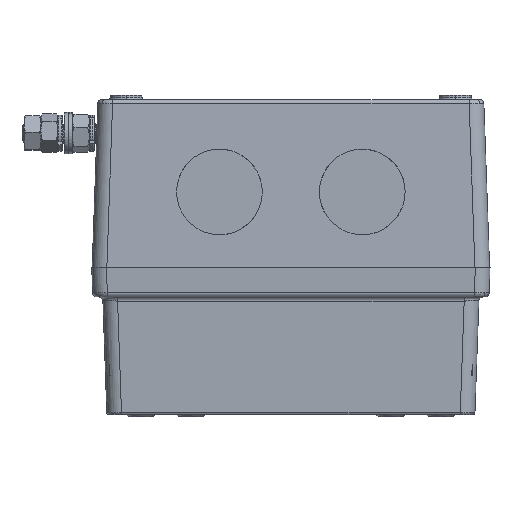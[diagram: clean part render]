
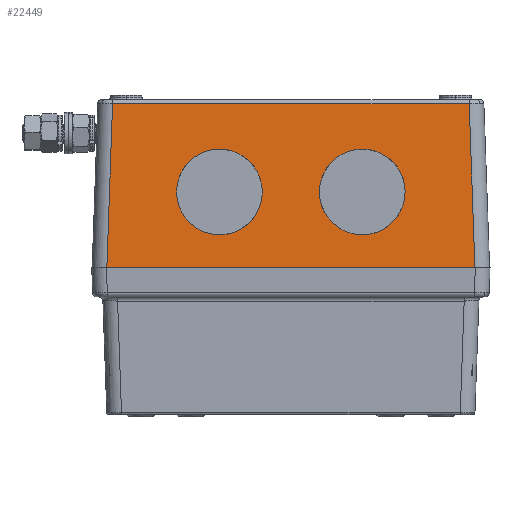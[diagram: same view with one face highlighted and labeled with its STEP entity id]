
A CAD part, front view. The second image highlights one B-rep face of the part: STEP entity #22449.
In plain terms, the highlighted planar face has unit normal (0, -0.999, 0.035).
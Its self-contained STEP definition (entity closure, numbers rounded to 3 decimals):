
#642 = CARTESIAN_POINT ( 'NONE',  ( 17., -47.815, -12.8 ) ) ;
#1133 =( BOUNDED_CURVE ( )  B_SPLINE_CURVE ( 3, ( #37187, #23866, #51023, #15766 ),
 .UNSPECIFIED., .F., .T. ) 
 B_SPLINE_CURVE_WITH_KNOTS ( ( 4, 4 ),
 ( 3.142, 6.283 ),
 .UNSPECIFIED. ) 
 CURVE ( )  GEOMETRIC_REPRESENTATION_ITEM ( )  RATIONAL_B_SPLINE_CURVE ( ( 1., 0.333, 0.333, 1. ) ) 
 REPRESENTATION_ITEM ( '' )  );
#2346 = CARTESIAN_POINT ( 'NONE',  ( -43.806, -48.804, -41.122 ) ) ;
#2497 = EDGE_CURVE ( 'NONE', #29941, #40423, #1133, .T. ) ;
#3643 = CARTESIAN_POINT ( 'NONE',  ( -37.4, -47.815, -12.8 ) ) ;
#4269 = VECTOR ( 'NONE', #14051, 1000. ) ;
#5518 = EDGE_LOOP ( 'NONE', ( #34790, #36378, #35223, #9681 ) ) ;
#5686 = EDGE_CURVE ( 'NONE', #38288, #28471, #31956, .T. ) ;
#5762 = CARTESIAN_POINT ( 'NONE',  ( -17., -47.815, -12.8 ) ) ;
#6823 = CARTESIAN_POINT ( 'NONE',  ( -17., -48.528, -33.2 ) ) ;
#7568 = CARTESIAN_POINT ( 'NONE',  ( -17., -48.528, -33.2 ) ) ;
#9267 = CARTESIAN_POINT ( 'NONE',  ( 17., -48.528, -33.2 ) ) ;
#9681 = ORIENTED_EDGE ( 'NONE', *, *, #57068, .F. ) ;
#10685 = EDGE_LOOP ( 'NONE', ( #26911, #17875 ) ) ;
#11376 = CARTESIAN_POINT ( 'NONE',  ( -47.3, -48.8, -41. ) ) ;
#11522 = EDGE_CURVE ( 'NONE', #40423, #29941, #18508, .T. ) ;
#11543 = LINE ( 'NONE', #2346, #54297 ) ;
#11858 = ORIENTED_EDGE ( 'NONE', *, *, #11522, .T. ) ;
#12151 = CARTESIAN_POINT ( 'NONE',  ( 3.4, -48.528, -33.2 ) ) ;
#14051 = DIRECTION ( 'NONE',  ( -0.035, 0.035, 0.999 ) ) ;
#14464 = CARTESIAN_POINT ( 'NONE',  ( -43.802, -48.8, -41. ) ) ;
#15766 = CARTESIAN_POINT ( 'NONE',  ( 17., -47.815, -12.8 ) ) ;
#16155 = DIRECTION ( 'NONE',  ( -0.035, -0.035, -0.999 ) ) ;
#16765 = CARTESIAN_POINT ( 'NONE',  ( -17., -47.815, -12.8 ) ) ;
#17641 = VECTOR ( 'NONE', #46425, 1000. ) ;
#17875 = ORIENTED_EDGE ( 'NONE', *, *, #54628, .T. ) ;
#18203 = CARTESIAN_POINT ( 'NONE',  ( 37.4, -47.815, -12.8 ) ) ;
#18508 =( BOUNDED_CURVE ( )  B_SPLINE_CURVE ( 3, ( #642, #18203, #44492, #9267 ),
 .UNSPECIFIED., .F., .T. ) 
 B_SPLINE_CURVE_WITH_KNOTS ( ( 4, 4 ),
 ( 0., 3.142 ),
 .UNSPECIFIED. ) 
 CURVE ( )  GEOMETRIC_REPRESENTATION_ITEM ( )  RATIONAL_B_SPLINE_CURVE ( ( 1., 0.333, 0.333, 1. ) ) 
 REPRESENTATION_ITEM ( '' )  );
#19764 = DIRECTION ( 'NONE',  ( 1., 0., 0. ) ) ;
#20746 = CARTESIAN_POINT ( 'NONE',  ( 42.439, -47.437, -1.965 ) ) ;
#21181 = LINE ( 'NONE', #21734, #25070 ) ;
#21734 = CARTESIAN_POINT ( 'NONE',  ( -47.3, -48.8, -41. ) ) ;
#22449 = ADVANCED_FACE ( 'NONE', ( #41130, #41701, #49816 ), #45195, .T. ) ;
#22987 = CARTESIAN_POINT ( 'NONE',  ( 43.691, -48.689, -37.826 ) ) ;
#23386 = EDGE_CURVE ( 'NONE', #28471, #55815, #24136, .T. ) ;
#23667 = EDGE_CURVE ( 'NONE', #46535, #47186, #43298, .T. ) ;
#23866 = CARTESIAN_POINT ( 'NONE',  ( -3.4, -48.528, -33.2 ) ) ;
#24136 = LINE ( 'NONE', #29052, #17641 ) ;
#25070 = VECTOR ( 'NONE', #39368, 1000. ) ;
#25954 = AXIS2_PLACEMENT_3D ( 'NONE', #11376, #37384, #19764 ) ;
#26911 = ORIENTED_EDGE ( 'NONE', *, *, #23667, .T. ) ;
#28471 = VERTEX_POINT ( 'NONE', #20746 ) ;
#29052 = CARTESIAN_POINT ( 'NONE',  ( -42.405, -47.437, -1.965 ) ) ;
#29220 = CARTESIAN_POINT ( 'NONE',  ( -42.439, -47.437, -1.965 ) ) ;
#29901 = CARTESIAN_POINT ( 'NONE',  ( -17., -48.528, -33.2 ) ) ;
#29941 = VERTEX_POINT ( 'NONE', #49050 ) ;
#30865 = EDGE_CURVE ( 'NONE', #55815, #42353, #11543, .T. ) ;
#30944 = CARTESIAN_POINT ( 'NONE',  ( 43.802, -48.8, -41. ) ) ;
#31956 = LINE ( 'NONE', #22987, #4269 ) ;
#34790 = ORIENTED_EDGE ( 'NONE', *, *, #5686, .T. ) ;
#35223 = ORIENTED_EDGE ( 'NONE', *, *, #30865, .T. ) ;
#35239 = EDGE_LOOP ( 'NONE', ( #47035, #11858 ) ) ;
#36378 = ORIENTED_EDGE ( 'NONE', *, *, #23386, .T. ) ;
#37187 = CARTESIAN_POINT ( 'NONE',  ( 17., -48.528, -33.2 ) ) ;
#37384 = DIRECTION ( 'NONE',  ( 0., -0.999, 0.035 ) ) ;
#38288 = VERTEX_POINT ( 'NONE', #30944 ) ;
#38848 = CARTESIAN_POINT ( 'NONE',  ( -17., -47.815, -12.8 ) ) ;
#39368 = DIRECTION ( 'NONE',  ( -1., 0., 0. ) ) ;
#40423 = VERTEX_POINT ( 'NONE', #41480 ) ;
#41130 = FACE_OUTER_BOUND ( 'NONE', #5518, .T. ) ;
#41480 = CARTESIAN_POINT ( 'NONE',  ( 17., -47.815, -12.8 ) ) ;
#41701 = FACE_BOUND ( 'NONE', #35239, .T. ) ;
#42353 = VERTEX_POINT ( 'NONE', #14464 ) ;
#43298 =( BOUNDED_CURVE ( )  B_SPLINE_CURVE ( 3, ( #29901, #47544, #3643, #38848 ),
 .UNSPECIFIED., .F., .T. ) 
 B_SPLINE_CURVE_WITH_KNOTS ( ( 4, 4 ),
 ( 3.142, 6.283 ),
 .UNSPECIFIED. ) 
 CURVE ( )  GEOMETRIC_REPRESENTATION_ITEM ( )  RATIONAL_B_SPLINE_CURVE ( ( 1., 0.333, 0.333, 1. ) ) 
 REPRESENTATION_ITEM ( '' )  );
#43334 = CARTESIAN_POINT ( 'NONE',  ( 3.4, -47.815, -12.8 ) ) ;
#44492 = CARTESIAN_POINT ( 'NONE',  ( 37.4, -48.528, -33.2 ) ) ;
#45195 = PLANE ( 'NONE',  #25954 ) ;
#46425 = DIRECTION ( 'NONE',  ( -1., 0., 0. ) ) ;
#46535 = VERTEX_POINT ( 'NONE', #6823 ) ;
#47035 = ORIENTED_EDGE ( 'NONE', *, *, #2497, .T. ) ;
#47186 = VERTEX_POINT ( 'NONE', #5762 ) ;
#47544 = CARTESIAN_POINT ( 'NONE',  ( -37.4, -48.528, -33.2 ) ) ;
#49050 = CARTESIAN_POINT ( 'NONE',  ( 17., -48.528, -33.2 ) ) ;
#49816 = FACE_BOUND ( 'NONE', #10685, .T. ) ;
#50897 =( BOUNDED_CURVE ( )  B_SPLINE_CURVE ( 3, ( #16765, #43334, #12151, #7568 ),
 .UNSPECIFIED., .F., .T. ) 
 B_SPLINE_CURVE_WITH_KNOTS ( ( 4, 4 ),
 ( 0., 3.142 ),
 .UNSPECIFIED. ) 
 CURVE ( )  GEOMETRIC_REPRESENTATION_ITEM ( )  RATIONAL_B_SPLINE_CURVE ( ( 1., 0.333, 0.333, 1. ) ) 
 REPRESENTATION_ITEM ( '' )  );
#51023 = CARTESIAN_POINT ( 'NONE',  ( -3.4, -47.815, -12.8 ) ) ;
#54297 = VECTOR ( 'NONE', #16155, 1000. ) ;
#54628 = EDGE_CURVE ( 'NONE', #47186, #46535, #50897, .T. ) ;
#55815 = VERTEX_POINT ( 'NONE', #29220 ) ;
#57068 = EDGE_CURVE ( 'NONE', #38288, #42353, #21181, .T. ) ;
